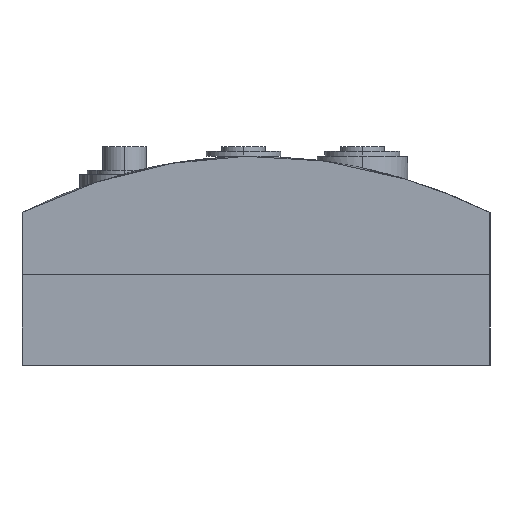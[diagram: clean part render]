
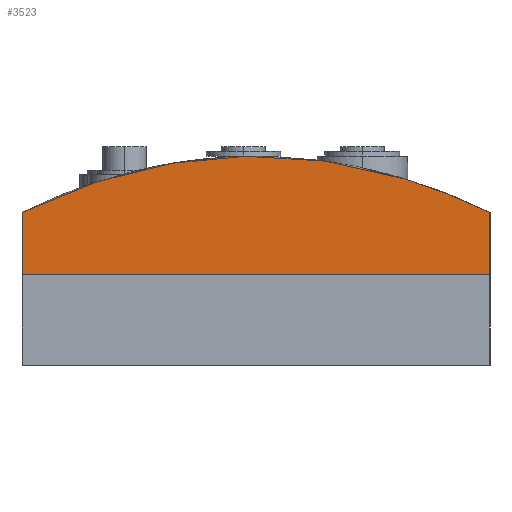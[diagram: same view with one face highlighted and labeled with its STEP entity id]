
A CAD part, left-side view. The second image highlights one B-rep face of the part: STEP entity #3523.
In plain terms, the highlighted planar face has unit normal (-1, 0, 0).
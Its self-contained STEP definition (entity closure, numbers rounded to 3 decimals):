
#18 = AXIS2_PLACEMENT_3D ( 'NONE', #784, #3278, #3337 ) ;
#32 = LINE ( 'NONE', #4572, #1609 ) ;
#50 = ORIENTED_EDGE ( 'NONE', *, *, #1046, .T. ) ;
#94 = CARTESIAN_POINT ( 'NONE',  ( -100., 75., 20. ) ) ;
#241 = CARTESIAN_POINT ( 'NONE',  ( -100., -75., 20. ) ) ;
#351 = CARTESIAN_POINT ( 'NONE',  ( -100., 2.509, 39.786 ) ) ;
#662 = CARTESIAN_POINT ( 'NONE',  ( -100., 60.839, 26.837 ) ) ;
#664 = DIRECTION ( 'NONE',  ( 0., -1., 0. ) ) ;
#784 = CARTESIAN_POINT ( 'NONE',  ( -100., 75., 0. ) ) ;
#811 = VERTEX_POINT ( 'NONE', #94 ) ;
#907 = CARTESIAN_POINT ( 'NONE',  ( -100., 75., 10. ) ) ;
#929 = DIRECTION ( 'NONE',  ( 0., 0., 1. ) ) ;
#994 = EDGE_CURVE ( 'NONE', #811, #1210, #5322, .T. ) ;
#1046 = EDGE_CURVE ( 'NONE', #4139, #1210, #32, .T. ) ;
#1053 = VECTOR ( 'NONE', #5128, 1000. ) ;
#1210 = VERTEX_POINT ( 'NONE', #241 ) ;
#1609 = VECTOR ( 'NONE', #929, 1000. ) ;
#1716 = EDGE_CURVE ( 'NONE', #4727, #811, #1786, .T. ) ;
#1786 = LINE ( 'NONE', #907, #1053 ) ;
#1925 = CARTESIAN_POINT ( 'NONE',  ( -100., -43.328, 33.14 ) ) ;
#2026 = CARTESIAN_POINT ( 'NONE',  ( -100., -59.152, 27.563 ) ) ;
#2299 = CARTESIAN_POINT ( 'NONE',  ( -100., -27.528, 36.731 ) ) ;
#2999 = FACE_OUTER_BOUND ( 'NONE', #3854, .T. ) ;
#3147 = CARTESIAN_POINT ( 'NONE',  ( -100., -75., 0. ) ) ;
#3271 = ORIENTED_EDGE ( 'NONE', *, *, #1716, .F. ) ;
#3278 = DIRECTION ( 'NONE',  ( -1., 0., 0. ) ) ;
#3331 = ORIENTED_EDGE ( 'NONE', *, *, #4467, .T. ) ;
#3337 = DIRECTION ( 'NONE',  ( 0., 0., 1. ) ) ;
#3523 = ADVANCED_FACE ( 'NONE', ( #2999 ), #3751, .T. ) ;
#3751 = PLANE ( 'NONE',  #18 ) ;
#3854 = EDGE_LOOP ( 'NONE', ( #4920, #3271, #3331, #50 ) ) ;
#4079 = CARTESIAN_POINT ( 'NONE',  ( -100., 46.659, 32.051 ) ) ;
#4139 = VERTEX_POINT ( 'NONE', #3147 ) ;
#4367 = CARTESIAN_POINT ( 'NONE',  ( -100., 75., 20. ) ) ;
#4467 = EDGE_CURVE ( 'NONE', #4727, #4139, #4722, .T. ) ;
#4572 = CARTESIAN_POINT ( 'NONE',  ( -100., -75., 10. ) ) ;
#4722 = LINE ( 'NONE', #5244, #5016 ) ;
#4727 = VERTEX_POINT ( 'NONE', #4857 ) ;
#4857 = CARTESIAN_POINT ( 'NONE',  ( -100., 75., 0. ) ) ;
#4889 = CARTESIAN_POINT ( 'NONE',  ( -100., 32.459, 35.642 ) ) ;
#4920 = ORIENTED_EDGE ( 'NONE', *, *, #994, .F. ) ;
#5016 = VECTOR ( 'NONE', #664, 1000. ) ;
#5128 = DIRECTION ( 'NONE',  ( 0., 0., 1. ) ) ;
#5185 = CARTESIAN_POINT ( 'NONE',  ( -100., -75., 20. ) ) ;
#5244 = CARTESIAN_POINT ( 'NONE',  ( -100., 0., 0. ) ) ;
#5322 = B_SPLINE_CURVE_WITH_KNOTS ( 'NONE', 5,
 ( #4367, #662, #4079, #4889, #351, #2299, #1925, #2026, #5185 ),
 .UNSPECIFIED., .F., .F.,
 ( 6, 3, 6 ),
 ( -154.249, -81.015, 0. ),
 .UNSPECIFIED. ) ;
